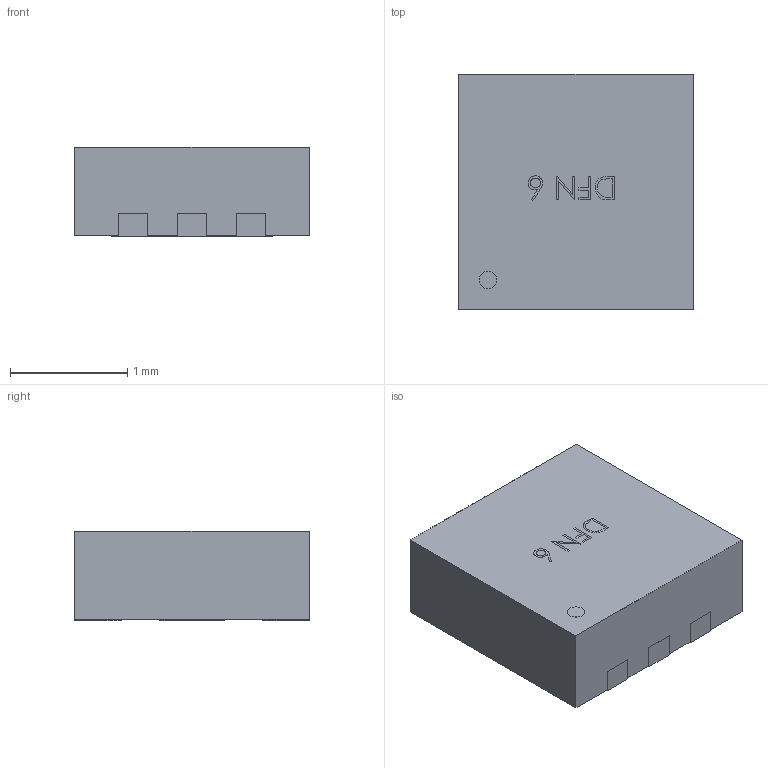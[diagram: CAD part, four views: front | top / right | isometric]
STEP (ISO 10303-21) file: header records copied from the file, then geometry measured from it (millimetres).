
FILE_DESCRIPTION(('FreeCAD Model'),'2;1');
FILE_NAME('User Library-LT3008 DFN6.step', '2018-03-29T00:47:07',('kicad StepUp'),('ksu MCAD'), 'Open CASCADE STEP processor 6.8','FreeCAD','Unknown');
FILE_SCHEMA(('AUTOMOTIVE_DESIGN_CC2 { 1 2 10303 214 -1 1 5 4 }'));
Length unit declared in the file: millimetre
Products named in the file (1): User_Library-LT3008_DFN6
Bounding box: 2 x 2 x 0.76 mm (x, y, z)
Volume: 3 mm3; surface area: 14.1 mm2
Topology: 1 solids, 1 shells, 108 faces, 294 edges, 196 vertices
Faces by surface type: plane 78, bspline 16, cylinder 14
Entity records: 5023 total; most frequent: CARTESIAN_POINT 1599, ORIENTED_EDGE 588, DIRECTION 476, EDGE_CURVE 294, LINE 234, VECTOR 234, VERTEX_POINT 196, AXIS2_PLACEMENT_3D 121
